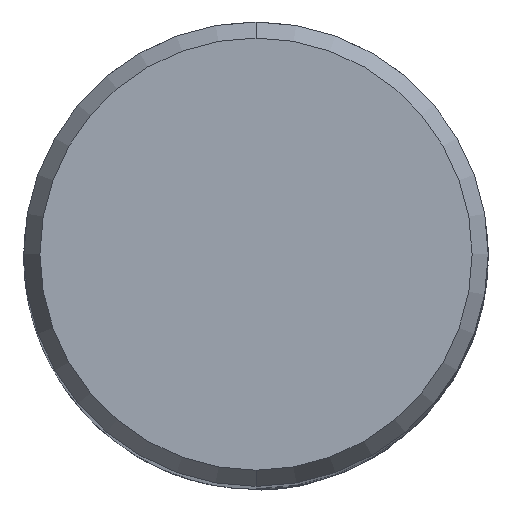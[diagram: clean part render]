
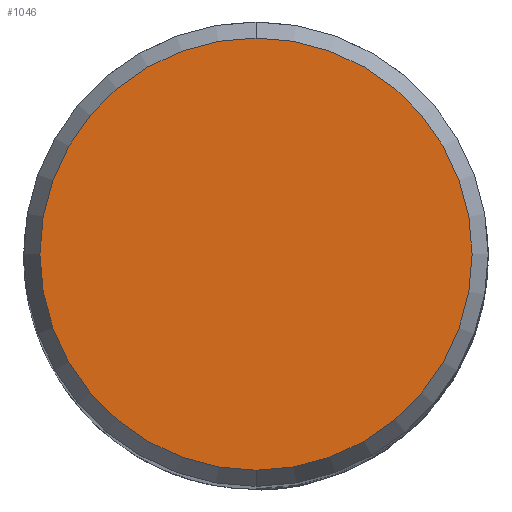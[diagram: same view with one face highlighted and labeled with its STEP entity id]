
A CAD part, top view. The second image highlights one B-rep face of the part: STEP entity #1046.
In plain terms, the highlighted planar face has unit normal (0, 0, 1).
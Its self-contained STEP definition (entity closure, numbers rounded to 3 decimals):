
#518=VERTEX_POINT('',#1393);
#988=EDGE_CURVE('',#518,#1206,#1905,.T.);
#1046=ADVANCED_FACE('',(#1968),#1969,.T.);
#1122=EDGE_CURVE('',#1206,#518,#2052,.T.);
#1206=VERTEX_POINT('',#2146);
#1393=CARTESIAN_POINT('',(0.,-9.307,0.0));
#1905=CIRCLE('',#7381,9.307);
#1968=FACE_OUTER_BOUND('',#7934,.T.);
#1969=PLANE('',#7935);
#2052=CIRCLE('',#8298,9.307);
#2146=CARTESIAN_POINT('',(0.0,9.307,0.0));
#7381=AXIS2_PLACEMENT_3D('',#9820,#9821,#9822);
#7934=EDGE_LOOP('',(#9910,#9911));
#7935=AXIS2_PLACEMENT_3D('',#9912,#9913,#9914);
#8298=AXIS2_PLACEMENT_3D('',#9980,#9981,#9982);
#9820=CARTESIAN_POINT('',(0.0,0.0,0.0));
#9821=DIRECTION('',(0.0,0.0,-1.0));
#9822=DIRECTION('',(0.0,1.0,0.0));
#9910=ORIENTED_EDGE('',*,*,#1122,.F.);
#9911=ORIENTED_EDGE('',*,*,#988,.F.);
#9912=CARTESIAN_POINT('',(0.0,4.654,0.0));
#9913=DIRECTION('',(-0.0,0.0,1.0));
#9914=DIRECTION('',(0.0,-1.0,0.0));
#9980=CARTESIAN_POINT('',(0.0,0.0,0.0));
#9981=DIRECTION('',(0.0,0.0,-1.0));
#9982=DIRECTION('',(0.0,1.0,0.0));
